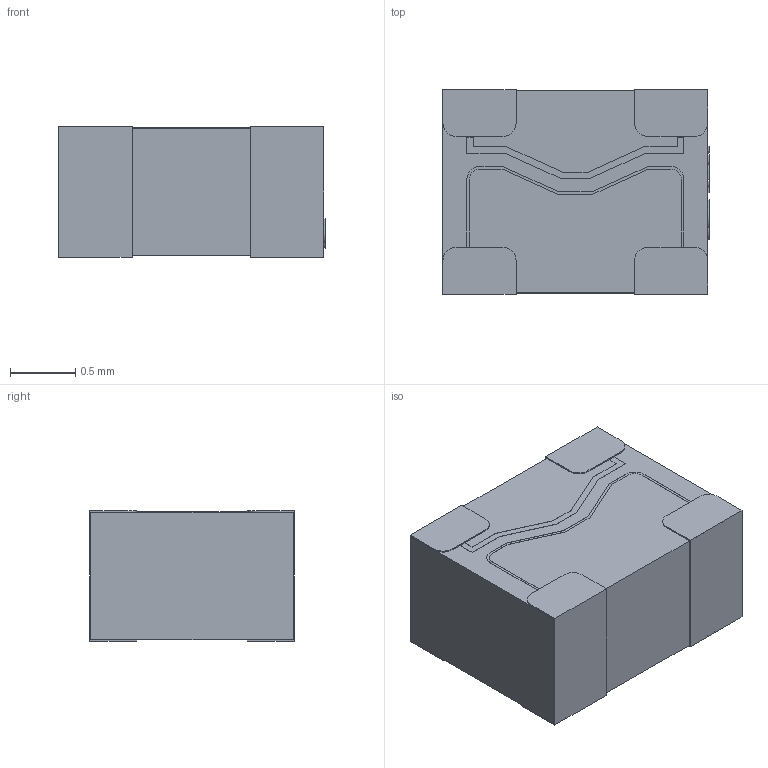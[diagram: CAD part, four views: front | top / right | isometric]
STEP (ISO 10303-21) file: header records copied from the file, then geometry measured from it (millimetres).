
FILE_DESCRIPTION (( 'STEP AP214' ), '1' );
FILE_NAME ('FILTER-SMD_0805-4P-L2.0-W1.6-BR.STEP', '2023-04-19T05:39:23', ( 'PC' ), ( 'Microsoft' ), 'SwSTEP 2.0', 'SolidWorks 2020', '' );
FILE_SCHEMA (( 'AUTOMOTIVE_DESIGN' ));
Length unit declared in the file: millimetre
Products named in the file (1): FILTER-SMD_0805-4P-L2.0-W1.6-BR
Bounding box: 2.04 x 1.57 x 1 mm (x, y, z)
Volume: 3.1 mm3; surface area: 21.1 mm2
Topology: 5 solids, 5 shells, 316 faces, 855 edges, 570 vertices
Faces by surface type: plane 206, bspline 98, cylinder 12
Entity records: 13901 total; most frequent: CARTESIAN_POINT 3048, ORIENTED_EDGE 1710, DIRECTION 1117, EDGE_CURVE 855, LINE 631, VECTOR 631, VERTEX_POINT 570, EDGE_LOOP 337
